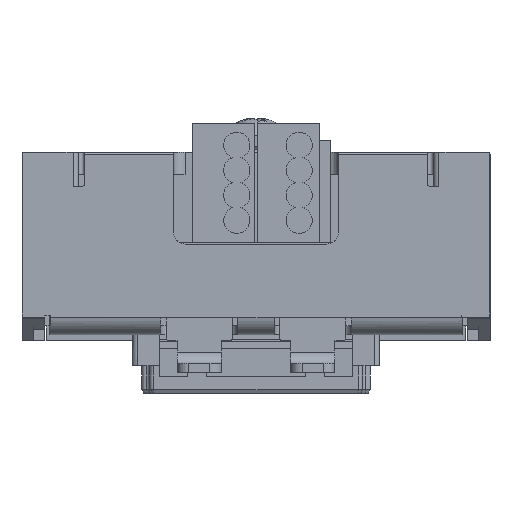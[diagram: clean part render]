
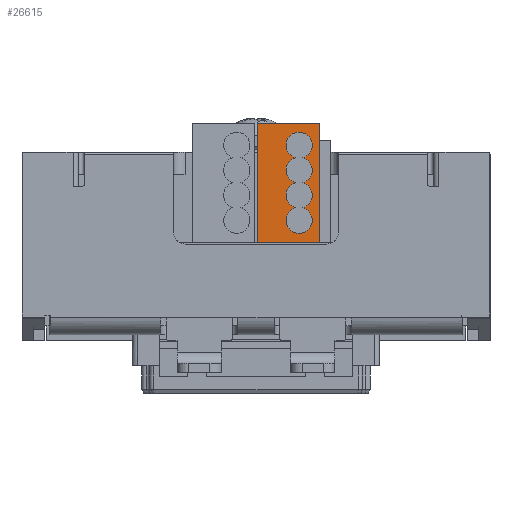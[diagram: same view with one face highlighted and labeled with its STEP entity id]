
A CAD part, front view. The second image highlights one B-rep face of the part: STEP entity #26615.
In plain terms, the highlighted planar face has unit normal (0, -1, 0).
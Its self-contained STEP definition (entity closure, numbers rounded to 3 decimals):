
#321 = AXIS2_PLACEMENT_3D ( 'NONE', #26329, #9809, #556 ) ;
#371 = CARTESIAN_POINT ( 'NONE',  ( 5.6, -30.69, 12.1 ) ) ;
#394 = CARTESIAN_POINT ( 'NONE',  ( 0.1, -30.69, 12.1 ) ) ;
#556 = DIRECTION ( 'NONE',  ( 1., 0., 0. ) ) ;
#788 = CARTESIAN_POINT ( 'NONE',  ( 0.1, -30.69, 12.1 ) ) ;
#892 = CARTESIAN_POINT ( 'NONE',  ( 3.8, -30.69, 10.2 ) ) ;
#1113 = DIRECTION ( 'NONE',  ( 1., 0., 0. ) ) ;
#1422 = DIRECTION ( 'NONE',  ( 1., 0., 0. ) ) ;
#1457 = CIRCLE ( 'NONE', #29556, 1.15 ) ;
#2114 = AXIS2_PLACEMENT_3D ( 'NONE', #22220, #13255, #17680 ) ;
#2183 = ORIENTED_EDGE ( 'NONE', *, *, #3739, .F. ) ;
#3152 = VERTEX_POINT ( 'NONE', #22990 ) ;
#3256 = EDGE_CURVE ( 'NONE', #27342, #7135, #18757, .T. ) ;
#3375 = DIRECTION ( 'NONE',  ( 1., 0., 0. ) ) ;
#3442 = AXIS2_PLACEMENT_3D ( 'NONE', #29035, #24041, #1422 ) ;
#3508 = CARTESIAN_POINT ( 'NONE',  ( 4.135, -30.69, 4.7 ) ) ;
#3739 = EDGE_CURVE ( 'NONE', #25165, #26326, #15232, .T. ) ;
#3740 = CARTESIAN_POINT ( 'NONE',  ( 0.1, -30.69, 1.6 ) ) ;
#4233 = FACE_BOUND ( 'NONE', #11285, .T. ) ;
#4241 = VERTEX_POINT ( 'NONE', #18600 ) ;
#4248 = EDGE_CURVE ( 'NONE', #3152, #29586, #11367, .T. ) ;
#4259 = VERTEX_POINT ( 'NONE', #23743 ) ;
#4306 = AXIS2_PLACEMENT_3D ( 'NONE', #892, #7733, #24409 ) ;
#4628 = DIRECTION ( 'NONE',  ( 1., 0., 0. ) ) ;
#4935 = ORIENTED_EDGE ( 'NONE', *, *, #27241, .F. ) ;
#5118 = ORIENTED_EDGE ( 'NONE', *, *, #29263, .F. ) ;
#5318 = DIRECTION ( 'NONE',  ( 1., 0., 0. ) ) ;
#5533 = EDGE_LOOP ( 'NONE', ( #14303, #20916, #25529, #17486 ) ) ;
#6147 = CIRCLE ( 'NONE', #321, 1.15 ) ;
#6173 = DIRECTION ( 'NONE',  ( 1., 0., 0. ) ) ;
#6597 = AXIS2_PLACEMENT_3D ( 'NONE', #23869, #25999, #3375 ) ;
#6645 = VECTOR ( 'NONE', #14799, 1000. ) ;
#7037 = DIRECTION ( 'NONE',  ( 0., 0., -1. ) ) ;
#7067 = VERTEX_POINT ( 'NONE', #24133 ) ;
#7135 = VERTEX_POINT ( 'NONE', #16727 ) ;
#7725 = EDGE_CURVE ( 'NONE', #4259, #16389, #1457, .T. ) ;
#7733 = DIRECTION ( 'NONE',  ( 0., -1., 0. ) ) ;
#7771 = DIRECTION ( 'NONE',  ( 1., 0., 0. ) ) ;
#8069 = CARTESIAN_POINT ( 'NONE',  ( 3.8, -30.69, 5.8 ) ) ;
#8563 = ORIENTED_EDGE ( 'NONE', *, *, #7725, .F. ) ;
#8776 = FACE_OUTER_BOUND ( 'NONE', #5533, .T. ) ;
#9059 = AXIS2_PLACEMENT_3D ( 'NONE', #11659, #23054, #30025 ) ;
#9134 = DIRECTION ( 'NONE',  ( 1., 0., 0. ) ) ;
#9143 = DIRECTION ( 'NONE',  ( 0., 0., 1. ) ) ;
#9185 = EDGE_CURVE ( 'NONE', #16389, #15988, #25751, .T. ) ;
#9809 = DIRECTION ( 'NONE',  ( 0., -1., 0. ) ) ;
#10001 = CIRCLE ( 'NONE', #9059, 1.15 ) ;
#10233 = VECTOR ( 'NONE', #16315, 1000. ) ;
#10820 = ORIENTED_EDGE ( 'NONE', *, *, #9185, .F. ) ;
#11117 = AXIS2_PLACEMENT_3D ( 'NONE', #8069, #21885, #7771 ) ;
#11285 = EDGE_LOOP ( 'NONE', ( #15069, #13242, #19802, #10820, #8563, #5118, #2183, #18691, #4935, #21257, #21720, #26403 ) ) ;
#11314 = AXIS2_PLACEMENT_3D ( 'NONE', #21918, #17072, #1113 ) ;
#11367 = CIRCLE ( 'NONE', #17692, 1.15 ) ;
#11460 = VERTEX_POINT ( 'NONE', #28774 ) ;
#11659 = CARTESIAN_POINT ( 'NONE',  ( 3.8, -30.69, 8. ) ) ;
#12286 = CIRCLE ( 'NONE', #11314, 1.15 ) ;
#12495 = EDGE_CURVE ( 'NONE', #15988, #16921, #29208, .T. ) ;
#13242 = ORIENTED_EDGE ( 'NONE', *, *, #28100, .F. ) ;
#13255 = DIRECTION ( 'NONE',  ( 0., -1., 0. ) ) ;
#14303 = ORIENTED_EDGE ( 'NONE', *, *, #15995, .T. ) ;
#14799 = DIRECTION ( 'NONE',  ( 1., 0., 0. ) ) ;
#14864 = CARTESIAN_POINT ( 'NONE',  ( 3.8, -30.69, 5.8 ) ) ;
#15069 = ORIENTED_EDGE ( 'NONE', *, *, #29349, .F. ) ;
#15165 = CARTESIAN_POINT ( 'NONE',  ( 2.65, -30.69, 10.2 ) ) ;
#15232 = CIRCLE ( 'NONE', #21052, 1.15 ) ;
#15988 = VERTEX_POINT ( 'NONE', #3508 ) ;
#15995 = EDGE_CURVE ( 'NONE', #27158, #7135, #29532, .T. ) ;
#16144 = AXIS2_PLACEMENT_3D ( 'NONE', #14864, #21705, #5318 ) ;
#16315 = DIRECTION ( 'NONE',  ( 0., 0., -1. ) ) ;
#16377 = CARTESIAN_POINT ( 'NONE',  ( 4.95, -30.69, 5.8 ) ) ;
#16389 = VERTEX_POINT ( 'NONE', #27078 ) ;
#16727 = CARTESIAN_POINT ( 'NONE',  ( 5.6, -30.69, 1.6 ) ) ;
#16907 = EDGE_CURVE ( 'NONE', #18587, #25165, #10001, .T. ) ;
#16921 = VERTEX_POINT ( 'NONE', #16377 ) ;
#17072 = DIRECTION ( 'NONE',  ( 0., -1., 0. ) ) ;
#17138 = CARTESIAN_POINT ( 'NONE',  ( 5.6, -30.69, 12.1 ) ) ;
#17244 = EDGE_CURVE ( 'NONE', #7067, #27342, #21205, .T. ) ;
#17486 = ORIENTED_EDGE ( 'NONE', *, *, #27934, .T. ) ;
#17546 = CARTESIAN_POINT ( 'NONE',  ( 4.95, -30.69, 8. ) ) ;
#17561 = CARTESIAN_POINT ( 'NONE',  ( 0.1, -30.69, 12.1 ) ) ;
#17676 = EDGE_CURVE ( 'NONE', #24707, #4241, #23557, .T. ) ;
#17680 = DIRECTION ( 'NONE',  ( 1., 0., 0. ) ) ;
#17692 = AXIS2_PLACEMENT_3D ( 'NONE', #23289, #23594, #4628 ) ;
#18046 = PLANE ( 'NONE',  #26585 ) ;
#18480 = CARTESIAN_POINT ( 'NONE',  ( 3.8, -30.69, 3.6 ) ) ;
#18587 = VERTEX_POINT ( 'NONE', #22056 ) ;
#18600 = CARTESIAN_POINT ( 'NONE',  ( 4.135, -30.69, 9.1 ) ) ;
#18691 = ORIENTED_EDGE ( 'NONE', *, *, #16907, .F. ) ;
#18757 = LINE ( 'NONE', #371, #10233 ) ;
#19802 = ORIENTED_EDGE ( 'NONE', *, *, #12495, .F. ) ;
#20900 = VECTOR ( 'NONE', #6173, 1000. ) ;
#20916 = ORIENTED_EDGE ( 'NONE', *, *, #3256, .F. ) ;
#20996 = LINE ( 'NONE', #788, #25171 ) ;
#21052 = AXIS2_PLACEMENT_3D ( 'NONE', #27797, #29923, #9134 ) ;
#21205 = LINE ( 'NONE', #394, #6645 ) ;
#21257 = ORIENTED_EDGE ( 'NONE', *, *, #4248, .F. ) ;
#21705 = DIRECTION ( 'NONE',  ( 0., -1., 0. ) ) ;
#21720 = ORIENTED_EDGE ( 'NONE', *, *, #24541, .F. ) ;
#21885 = DIRECTION ( 'NONE',  ( 0., -1., 0. ) ) ;
#21918 = CARTESIAN_POINT ( 'NONE',  ( 3.8, -30.69, 3.6 ) ) ;
#21975 = CARTESIAN_POINT ( 'NONE',  ( 3.465, -30.69, 6.9 ) ) ;
#22056 = CARTESIAN_POINT ( 'NONE',  ( 3.465, -30.69, 9.1 ) ) ;
#22220 = CARTESIAN_POINT ( 'NONE',  ( 3.8, -30.69, 8. ) ) ;
#22990 = CARTESIAN_POINT ( 'NONE',  ( 4.95, -30.69, 10.2 ) ) ;
#23054 = DIRECTION ( 'NONE',  ( 0., -1., 0. ) ) ;
#23217 = CIRCLE ( 'NONE', #4306, 1.15 ) ;
#23289 = CARTESIAN_POINT ( 'NONE',  ( 3.8, -30.69, 10.2 ) ) ;
#23557 = CIRCLE ( 'NONE', #6597, 1.15 ) ;
#23594 = DIRECTION ( 'NONE',  ( 0., -1., 0. ) ) ;
#23743 = CARTESIAN_POINT ( 'NONE',  ( 2.65, -30.69, 3.6 ) ) ;
#23869 = CARTESIAN_POINT ( 'NONE',  ( 3.8, -30.69, 8. ) ) ;
#24041 = DIRECTION ( 'NONE',  ( 0., -1., 0. ) ) ;
#24133 = CARTESIAN_POINT ( 'NONE',  ( 0.1, -30.69, 12.1 ) ) ;
#24201 = CIRCLE ( 'NONE', #11117, 1.15 ) ;
#24409 = DIRECTION ( 'NONE',  ( 1., 0., 0. ) ) ;
#24541 = EDGE_CURVE ( 'NONE', #4241, #3152, #6147, .T. ) ;
#24707 = VERTEX_POINT ( 'NONE', #17546 ) ;
#25165 = VERTEX_POINT ( 'NONE', #21975 ) ;
#25171 = VECTOR ( 'NONE', #7037, 1000. ) ;
#25298 = DIRECTION ( 'NONE',  ( 1., 0., 0. ) ) ;
#25529 = ORIENTED_EDGE ( 'NONE', *, *, #17244, .F. ) ;
#25751 = CIRCLE ( 'NONE', #3442, 1.15 ) ;
#25999 = DIRECTION ( 'NONE',  ( 0., -1., 0. ) ) ;
#26326 = VERTEX_POINT ( 'NONE', #29637 ) ;
#26329 = CARTESIAN_POINT ( 'NONE',  ( 3.8, -30.69, 10.2 ) ) ;
#26403 = ORIENTED_EDGE ( 'NONE', *, *, #17676, .F. ) ;
#26585 = AXIS2_PLACEMENT_3D ( 'NONE', #17561, #29786, #9143 ) ;
#26615 = ADVANCED_FACE ( 'NONE', ( #4233, #8776 ), #18046, .F. ) ;
#27078 = CARTESIAN_POINT ( 'NONE',  ( 4.95, -30.69, 3.6 ) ) ;
#27158 = VERTEX_POINT ( 'NONE', #29744 ) ;
#27241 = EDGE_CURVE ( 'NONE', #29586, #18587, #23217, .T. ) ;
#27342 = VERTEX_POINT ( 'NONE', #17138 ) ;
#27424 = DIRECTION ( 'NONE',  ( 0., -1., 0. ) ) ;
#27797 = CARTESIAN_POINT ( 'NONE',  ( 3.8, -30.69, 5.8 ) ) ;
#27934 = EDGE_CURVE ( 'NONE', #7067, #27158, #20996, .T. ) ;
#28100 = EDGE_CURVE ( 'NONE', #16921, #11460, #24201, .T. ) ;
#28774 = CARTESIAN_POINT ( 'NONE',  ( 4.135, -30.69, 6.9 ) ) ;
#29035 = CARTESIAN_POINT ( 'NONE',  ( 3.8, -30.69, 3.6 ) ) ;
#29208 = CIRCLE ( 'NONE', #16144, 1.15 ) ;
#29249 = CIRCLE ( 'NONE', #2114, 1.15 ) ;
#29263 = EDGE_CURVE ( 'NONE', #26326, #4259, #12286, .T. ) ;
#29349 = EDGE_CURVE ( 'NONE', #11460, #24707, #29249, .T. ) ;
#29532 = LINE ( 'NONE', #3740, #20900 ) ;
#29556 = AXIS2_PLACEMENT_3D ( 'NONE', #18480, #27424, #25298 ) ;
#29586 = VERTEX_POINT ( 'NONE', #15165 ) ;
#29637 = CARTESIAN_POINT ( 'NONE',  ( 3.465, -30.69, 4.7 ) ) ;
#29744 = CARTESIAN_POINT ( 'NONE',  ( 0.1, -30.69, 1.6 ) ) ;
#29786 = DIRECTION ( 'NONE',  ( 0., 1., 0. ) ) ;
#29923 = DIRECTION ( 'NONE',  ( 0., -1., 0. ) ) ;
#30025 = DIRECTION ( 'NONE',  ( 1., 0., 0. ) ) ;
